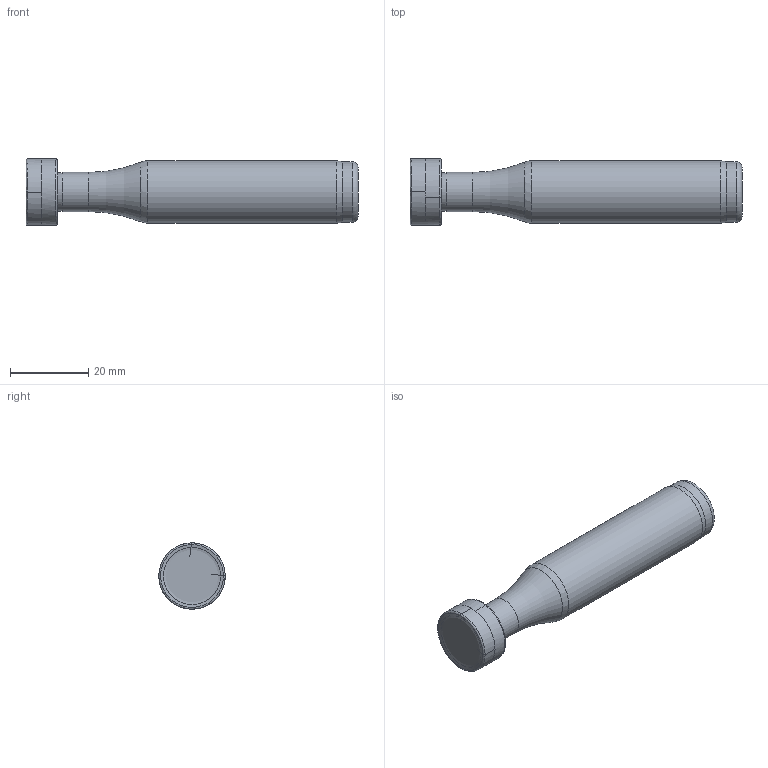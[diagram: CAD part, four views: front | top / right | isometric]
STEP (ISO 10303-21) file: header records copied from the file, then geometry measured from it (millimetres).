
FILE_DESCRIPTION(/* description */ (''),/* implementation_level */ '2;1');
FILE_NAME(/* name */ 'ATSM90-CC06-D17X8-W16-L85-Z02.stp',/* time_stamp */ '2023-10-03T17:50:54+03:00',/* author */ (''),/* organization */ (''),/* preprocessor_version */ 'ST-DEVELOPER v19.4',/* originating_system */ 'SIEMENS PLM Software NX2306.5001',/* authorisation */ '');
FILE_SCHEMA (('AUTOMOTIVE_DESIGN { 1 0 10303 214 3 1 1 1 }'));
Length unit declared in the file: millimetre
Products named in the file (1): ATSM90-CC06-D17X8-W16-L85-Z02-LIGHT_x_t_objects
Bounding box: 85 x 17 x 17 mm (x, y, z)
Volume: 16274.9 mm3; surface area: 5326.1 mm2
Topology: 2 solids, 2 shells, 38 faces, 80 edges, 45 vertices
Faces by surface type: bspline 25, cylinder 4, torus 4, plane 3, cone 2
Full cylindrical faces by diameter (mm): 10 x1, 15.5 x1, 16 x1, 16.2 x1
Entity records: 1259 total; most frequent: CARTESIAN_POINT 508, DIRECTION 150, ORIENTED_EDGE 138, EDGE_CURVE 69, AXIS2_PLACEMENT_3D 67, CIRCLE 53, EDGE_LOOP 50, VERTEX_POINT 45
